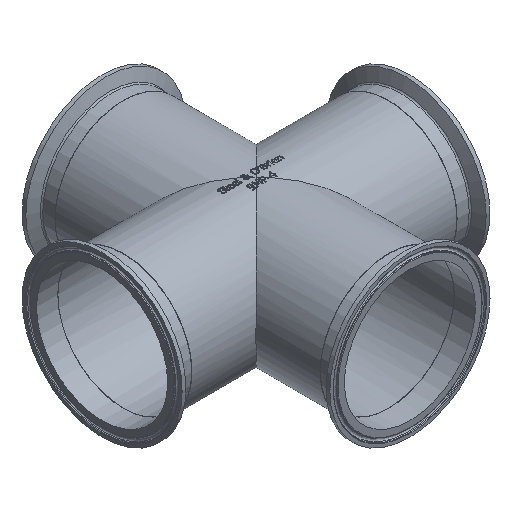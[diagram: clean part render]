
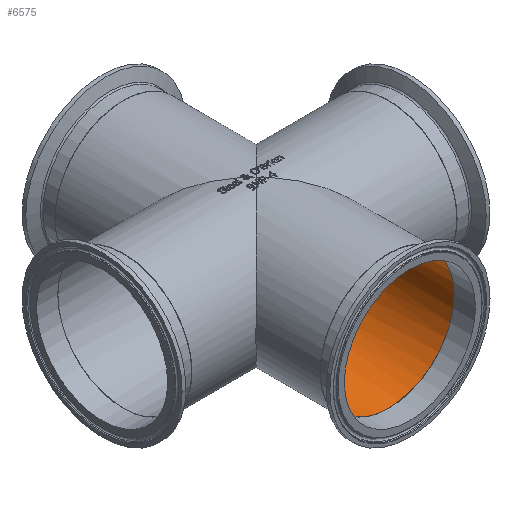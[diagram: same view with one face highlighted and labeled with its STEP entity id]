
A CAD part, isometric view. The second image highlights one B-rep face of the part: STEP entity #6575.
In plain terms, the highlighted cylindrical face has radius 48.692 mm (diameter 97.384 mm), a full revolution.
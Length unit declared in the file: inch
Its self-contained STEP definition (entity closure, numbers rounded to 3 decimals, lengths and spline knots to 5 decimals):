
#150=FACE_BOUND('',#2212,.T.);
#477=CIRCLE('',#7046,1.917);
#1746=FACE_OUTER_BOUND('',#2211,.T.);
#2211=EDGE_LOOP('',(#5952));
#2212=EDGE_LOOP('',(#5953,#5954));
#2285=ELLIPSE('',#7047,2.71105,1.917);
#2286=ELLIPSE('',#7048,2.71105,1.917);
#3232=VERTEX_POINT('',#13955);
#3233=VERTEX_POINT('',#13957);
#3234=VERTEX_POINT('',#13958);
#4160=EDGE_CURVE('',#3232,#3232,#477,.T.);
#4161=EDGE_CURVE('',#3233,#3234,#2285,.T.);
#4162=EDGE_CURVE('',#3234,#3233,#2286,.T.);
#5952=ORIENTED_EDGE('',*,*,#4160,.F.);
#5953=ORIENTED_EDGE('',*,*,#4161,.F.);
#5954=ORIENTED_EDGE('',*,*,#4162,.F.);
#6085=CYLINDRICAL_SURFACE('',#7045,1.917);
#6575=ADVANCED_FACE('',(#1746,#150),#6085,.F.);
#7045=AXIS2_PLACEMENT_3D('',#13954,#8362,#8363);
#7046=AXIS2_PLACEMENT_3D('',#13956,#8364,#8365);
#7047=AXIS2_PLACEMENT_3D('',#13959,#8366,#8367);
#7048=AXIS2_PLACEMENT_3D('',#13960,#8368,#8369);
#8362=DIRECTION('center_axis',(0.,-1.,0.));
#8363=DIRECTION('ref_axis',(-1.,0.,0.));
#8364=DIRECTION('center_axis',(0.,1.,0.));
#8365=DIRECTION('ref_axis',(-1.,0.,0.));
#8366=DIRECTION('center_axis',(-0.707,-0.707,0.));
#8367=DIRECTION('ref_axis',(-0.707,0.707,0.));
#8368=DIRECTION('center_axis',(0.707,-0.707,0.));
#8369=DIRECTION('ref_axis',(-0.707,-0.707,0.));
#13954=CARTESIAN_POINT('Origin',(0.,3.875,0.));
#13955=CARTESIAN_POINT('',(1.917,-3.875,0.));
#13956=CARTESIAN_POINT('Origin',(0.,-3.875,0.));
#13957=CARTESIAN_POINT('',(0.,0.,-1.917));
#13958=CARTESIAN_POINT('',(0.,0.,1.917));
#13959=CARTESIAN_POINT('Origin',(0.,0.,0.));
#13960=CARTESIAN_POINT('Origin',(0.,0.,0.));
